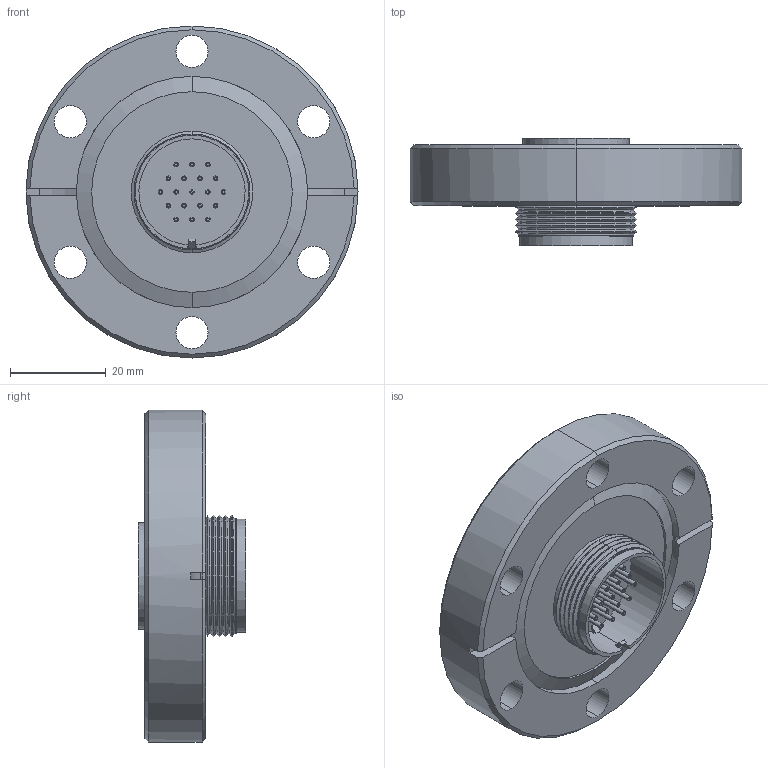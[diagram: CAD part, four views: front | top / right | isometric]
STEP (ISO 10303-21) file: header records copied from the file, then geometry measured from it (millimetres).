
FILE_DESCRIPTION (( 'STEP AP203' ), '1' );
FILE_NAME ('A8232-4-CF.STEP', '2013-04-12T12:31:37', ( '' ), ( '' ), 'SwSTEP 2.0', 'SolidWorks 2012', '' );
FILE_SCHEMA (( 'CONFIG_CONTROL_DESIGN' ));
Length unit declared in the file: inch
Products named in the file (1): A8232-4-CF
Bounding box: 69.34 x 22.48 x 69.34 mm (x, y, z)
Volume: 35147.2 mm3; surface area: 16747.6 mm2
Topology: 1 solids, 1 shells, 332 faces, 810 edges, 523 vertices
Faces by surface type: cylinder 135, plane 90, bspline 76, cone 31
Entity records: 10943 total; most frequent: CARTESIAN_POINT 3157, DIRECTION 1674, ORIENTED_EDGE 1620, EDGE_CURVE 810, AXIS2_PLACEMENT_3D 700, VERTEX_POINT 523, CIRCLE 443, EDGE_LOOP 391
